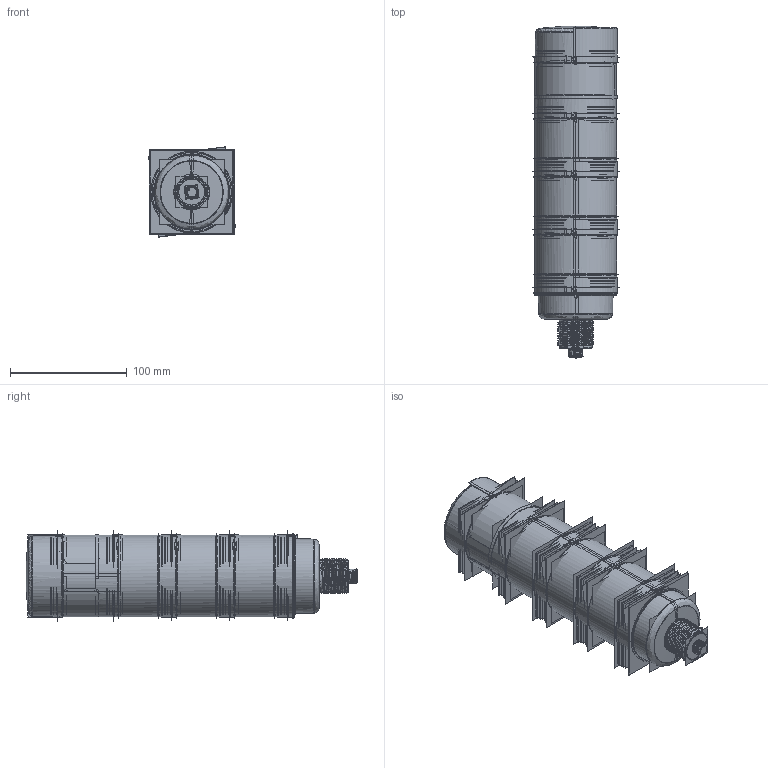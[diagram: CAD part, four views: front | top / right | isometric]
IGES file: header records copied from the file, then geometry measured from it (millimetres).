
Start section:  PTC IGES file: 198995.igs
Global section: file name: 198995.igs; native system: Creo Parametric by PTC Inc.; preprocessor: 2016260; author: pdmadmin; organization: Unknown; date: 20170310.113209; units: millimetre
Bounding box: 74.34 x 284.38 x 77.36 mm (x, y, z)
Volume: 261413.8 mm3; surface area: 1504312 mm2
Topology: 11 solids, 16 shells, 5846 faces, 28797 edges, 36011 vertices
Faces by surface type: revolution 3034, bspline 2812
